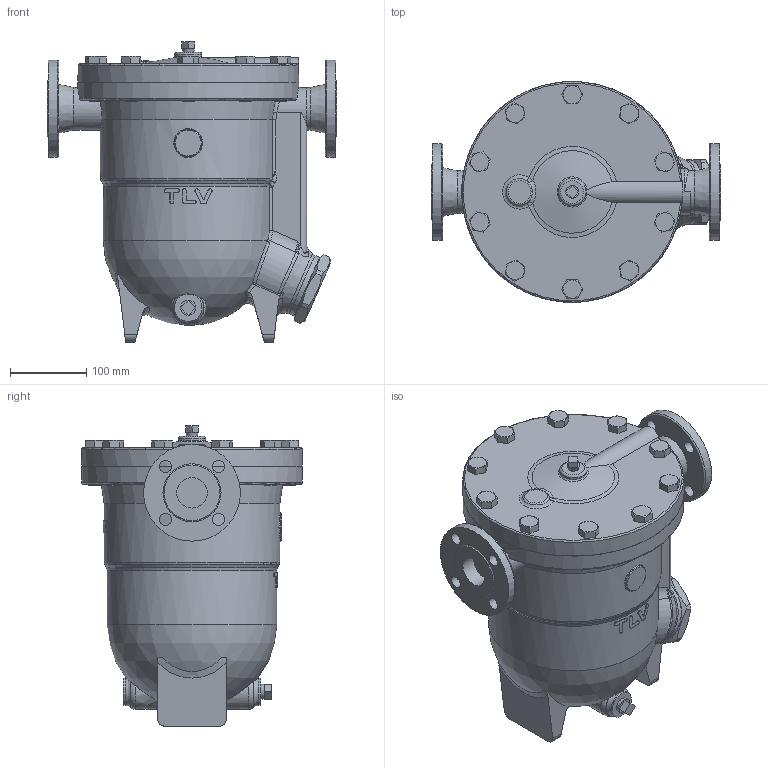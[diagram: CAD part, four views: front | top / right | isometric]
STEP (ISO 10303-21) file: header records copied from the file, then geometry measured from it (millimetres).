
FILE_DESCRIPTION((''),'2;1');
FILE_NAME('j75x0-040-a0125-00.stp','2010-06-07T14:21:04',('nakaot'),(''),'Autodesk Inventor 2008','Autodesk Inventor 2008','');
FILE_SCHEMA(('AUTOMOTIVE_DESIGN { 1 0 10303 214 1 1 1 1 }'));
Length unit declared in the file: millimetre
Products named in the file (1): j75x0-040-a0125-00
Bounding box: 380 x 290 x 394.5 mm (x, y, z)
Volume: 15510694.4 mm3; surface area: 574481.6 mm2
Topology: 1 solids, 1 shells, 429 faces, 1028 edges, 644 vertices
Faces by surface type: plane 156, bspline 120, cone 71, cylinder 66, torus 14, sphere 2
Full cylindrical faces by diameter (mm): 16 x20, 36 x2, 40 x2, 56 x2, 84 x1, 127 x2, 200 x1, 290 x2
Entity records: 23018 total; most frequent: CARTESIAN_POINT 14482, ORIENTED_EDGE 1830, DIRECTION 1505, EDGE_CURVE 915, AXIS2_PLACEMENT_3D 628, VERTEX_POINT 609, EDGE_LOOP 586, FACE_OUTER_BOUND 429
